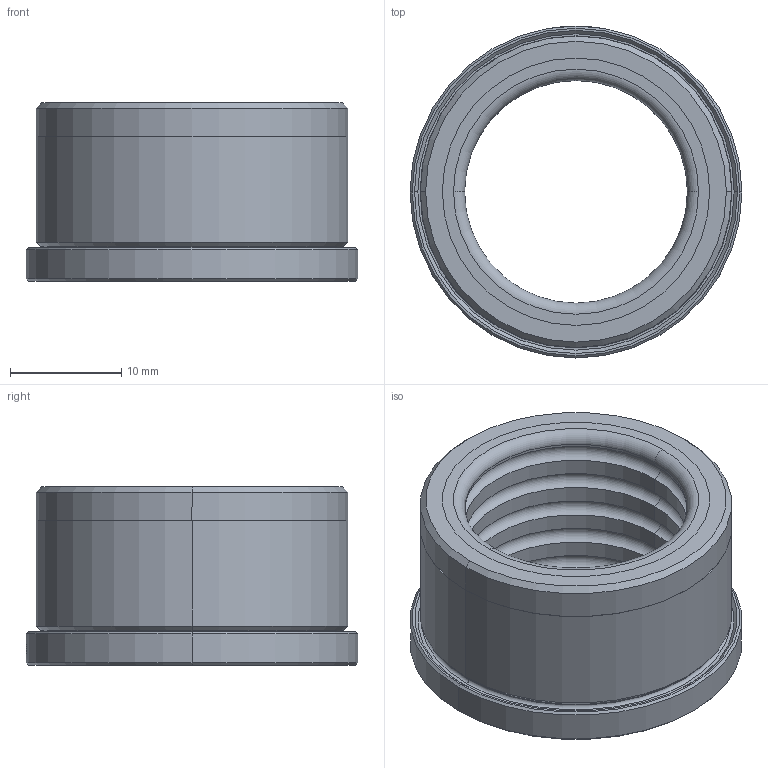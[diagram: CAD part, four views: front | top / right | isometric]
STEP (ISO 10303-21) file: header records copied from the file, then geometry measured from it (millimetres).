
FILE_DESCRIPTION (( 'STEP AP214' ), '1' );
FILE_NAME ('SGFZ-D28-d20-16.STEP', '2021-07-31T07:47:11', ( 'User' ), ( 'china' ), 'SwSTEP 2.0', 'SolidWorks 2016', '' );
FILE_SCHEMA (( 'AUTOMOTIVE_DESIGN' ));
Length unit declared in the file: millimetre
Products named in the file (3): SGFZ-D28-d20-16肣杶; SGFZ-D28-d20-16詩杶; SGFZ-D28-d20-16
Assembly tree (2 placements, depth 2):
  SGFZ-D28-d20-16
    SGFZ-D28-d20-16詩杶
    SGFZ-D28-d20-16肣杶
Bounding box: 29.8 x 29.8 x 16 mm (x, y, z)
Volume: 4729.4 mm3; surface area: 5851.1 mm2
Topology: 2 solids, 2 shells, 77 faces, 168 edges, 100 vertices
Faces by surface type: cylinder 36, torus 16, plane 15, cone 10
Entity records: 2366 total; most frequent: CARTESIAN_POINT 552, DIRECTION 392, ORIENTED_EDGE 336, EDGE_CURVE 168, AXIS2_PLACEMENT_3D 166, VERTEX_POINT 100, EDGE_LOOP 86, CIRCLE 84
